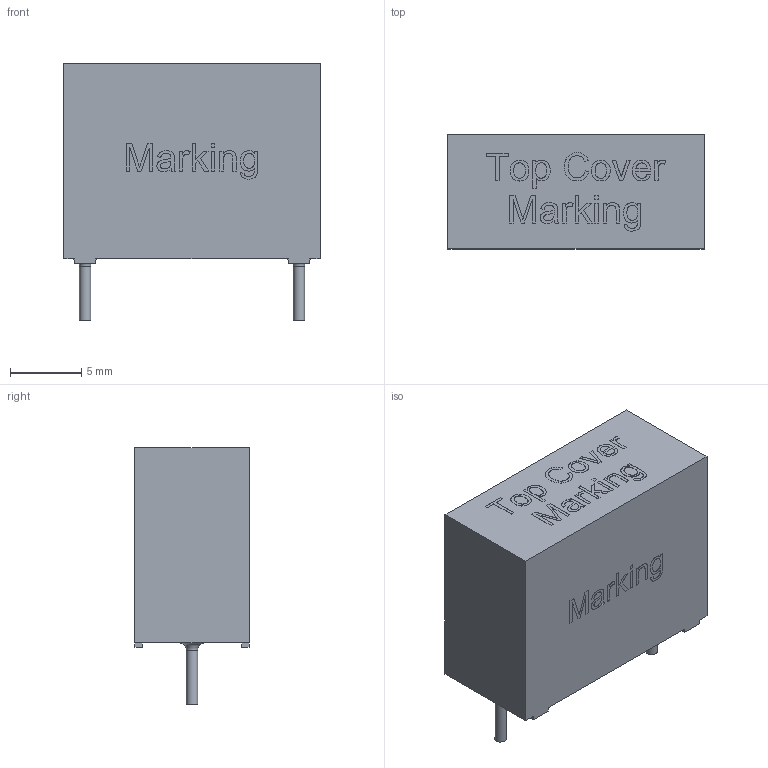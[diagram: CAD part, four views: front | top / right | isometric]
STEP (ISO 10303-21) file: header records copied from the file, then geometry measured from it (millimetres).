
FILE_DESCRIPTION( ( 'Unknown' ), '1' );
FILE_NAME( '15x18x8x14.stp', 'Unknown', ( 'Unknown' ), ( 'Unknown' ), 'PSStep 21.0.46', 'Unknown', ' ' );
FILE_SCHEMA( ( 'AUTOMOTIVE_DESIGN { 1 0 10303 214 1 1 1 1 }' ) );
Length unit declared in the file: millimetre
Products named in the file (1): 1
Bounding box: 18 x 8 x 18 mm (x, y, z)
Volume: 1978.5 mm3; surface area: 1027.7 mm2
Topology: 1 solids, 1 shells, 227 faces, 571 edges, 380 vertices
Faces by surface type: plane 176, extrusion 47, torus 2, cylinder 2
Full cylindrical faces by diameter (mm): 0.8 x2
Entity records: 10473 total; most frequent: CARTESIAN_POINT 3637, ORIENTED_EDGE 1120, DIRECTION 761, EDGE_CURVE 560, VECTOR 387, VERTEX_POINT 380, LINE 340, EDGE_LOOP 272
